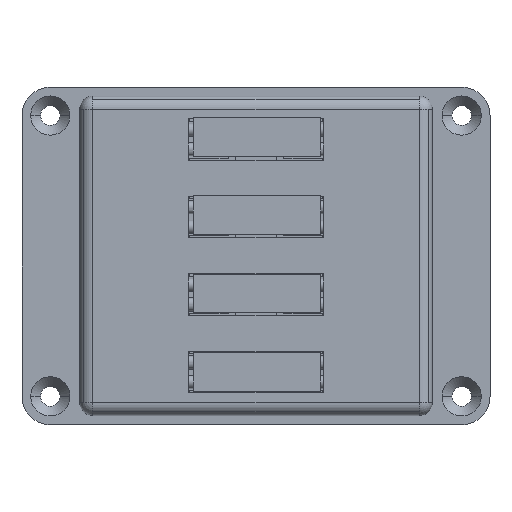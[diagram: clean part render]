
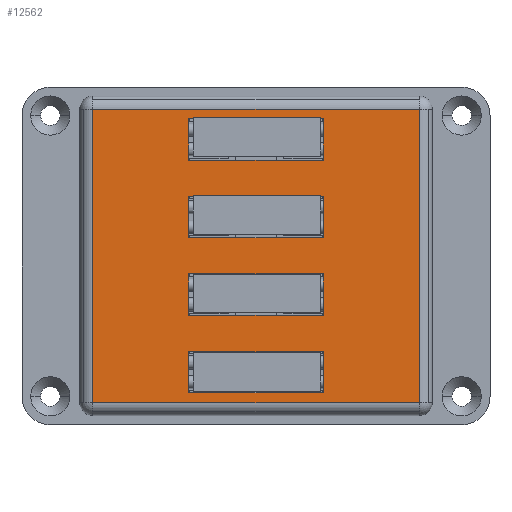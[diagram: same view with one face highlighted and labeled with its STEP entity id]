
A CAD part, top view. The second image highlights one B-rep face of the part: STEP entity #12562.
In plain terms, the highlighted planar face has unit normal (0, 0, 1).
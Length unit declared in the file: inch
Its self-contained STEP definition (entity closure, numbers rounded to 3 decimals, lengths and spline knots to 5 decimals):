
#9625=CARTESIAN_POINT('',(-1.47638,1.32677,0.84646));
#9626=VERTEX_POINT('',#9625);
#9634=CARTESIAN_POINT('',(1.47638,1.32677,0.84646));
#9635=VERTEX_POINT('',#9634);
#9636=CARTESIAN_POINT('',(-1.47638,1.32677,0.84646));
#9637=DIRECTION('',(1.0,0.0,0.0));
#9638=VECTOR('',#9637,2.95276);
#9639=LINE('',#9636,#9638);
#9640=EDGE_CURVE('',#9626,#9635,#9639,.T.);
#9716=CARTESIAN_POINT('',(1.47638,-1.32677,0.84646));
#9717=VERTEX_POINT('',#9716);
#9718=CARTESIAN_POINT('',(1.47638,1.32677,0.84646));
#9719=DIRECTION('',(0.0,-1.0,0.0));
#9720=VECTOR('',#9719,2.65354);
#9721=LINE('',#9718,#9720);
#9722=EDGE_CURVE('',#9635,#9717,#9721,.T.);
#9791=CARTESIAN_POINT('',(-1.47638,-1.32677,0.84646));
#9792=VERTEX_POINT('',#9791);
#9800=CARTESIAN_POINT('',(-1.47638,-1.32677,0.84646));
#9801=DIRECTION('',(0.0,1.0,0.0));
#9802=VECTOR('',#9801,2.65354);
#9803=LINE('',#9800,#9802);
#9804=EDGE_CURVE('',#9792,#9626,#9803,.T.);
#9838=CARTESIAN_POINT('',(1.47638,-1.32677,0.84646));
#9839=DIRECTION('',(-1.0,0.0,0.0));
#9840=VECTOR('',#9839,2.95276);
#9841=LINE('',#9838,#9840);
#9842=EDGE_CURVE('',#9717,#9792,#9841,.T.);
#11381=CARTESIAN_POINT('',(0.61024,0.5378,0.84646));
#11382=VERTEX_POINT('',#11381);
#11389=CARTESIAN_POINT('',(-0.61024,0.5378,0.84646));
#11390=VERTEX_POINT('',#11389);
#11391=CARTESIAN_POINT('',(-0.61024,0.5378,0.84646));
#11392=DIRECTION('',(1.0,0.0,0.0));
#11393=VECTOR('',#11392,1.22047);
#11394=LINE('',#11391,#11393);
#11395=EDGE_CURVE('',#11390,#11382,#11394,.T.);
#11420=CARTESIAN_POINT('',(-0.61024,0.16378,0.84646));
#11421=VERTEX_POINT('',#11420);
#11422=CARTESIAN_POINT('',(-0.61024,0.16378,0.84646));
#11423=DIRECTION('',(0.0,1.0,0.0));
#11424=VECTOR('',#11423,0.37402);
#11425=LINE('',#11422,#11424);
#11426=EDGE_CURVE('',#11421,#11390,#11425,.T.);
#11451=CARTESIAN_POINT('',(0.61024,0.16378,0.84646));
#11452=VERTEX_POINT('',#11451);
#11453=CARTESIAN_POINT('',(0.61024,0.16378,0.84646));
#11454=DIRECTION('',(-1.0,0.0,0.0));
#11455=VECTOR('',#11454,1.22047);
#11456=LINE('',#11453,#11455);
#11457=EDGE_CURVE('',#11452,#11421,#11456,.T.);
#11480=CARTESIAN_POINT('',(0.61024,0.5378,0.84646));
#11481=DIRECTION('',(0.0,-1.0,0.0));
#11482=VECTOR('',#11481,0.37402);
#11483=LINE('',#11480,#11482);
#11484=EDGE_CURVE('',#11382,#11452,#11483,.T.);
#11505=CARTESIAN_POINT('',(0.61024,-0.16378,0.84646));
#11506=VERTEX_POINT('',#11505);
#11513=CARTESIAN_POINT('',(-0.61024,-0.16378,0.84646));
#11514=VERTEX_POINT('',#11513);
#11515=CARTESIAN_POINT('',(-0.61024,-0.16378,0.84646));
#11516=DIRECTION('',(1.0,0.0,0.0));
#11517=VECTOR('',#11516,1.22047);
#11518=LINE('',#11515,#11517);
#11519=EDGE_CURVE('',#11514,#11506,#11518,.T.);
#11544=CARTESIAN_POINT('',(-0.61024,-0.5378,0.84646));
#11545=VERTEX_POINT('',#11544);
#11546=CARTESIAN_POINT('',(-0.61024,-0.5378,0.84646));
#11547=DIRECTION('',(0.0,1.0,0.0));
#11548=VECTOR('',#11547,0.37402);
#11549=LINE('',#11546,#11548);
#11550=EDGE_CURVE('',#11545,#11514,#11549,.T.);
#11575=CARTESIAN_POINT('',(0.61024,-0.5378,0.84646));
#11576=VERTEX_POINT('',#11575);
#11577=CARTESIAN_POINT('',(0.61024,-0.5378,0.84646));
#11578=DIRECTION('',(-1.0,0.0,0.0));
#11579=VECTOR('',#11578,1.22047);
#11580=LINE('',#11577,#11579);
#11581=EDGE_CURVE('',#11576,#11545,#11580,.T.);
#11604=CARTESIAN_POINT('',(0.61024,-0.16378,0.84646));
#11605=DIRECTION('',(0.0,-1.0,0.0));
#11606=VECTOR('',#11605,0.37402);
#11607=LINE('',#11604,#11606);
#11608=EDGE_CURVE('',#11506,#11576,#11607,.T.);
#11629=CARTESIAN_POINT('',(0.61024,-0.86535,0.84646));
#11630=VERTEX_POINT('',#11629);
#11637=CARTESIAN_POINT('',(-0.61024,-0.86535,0.84646));
#11638=VERTEX_POINT('',#11637);
#11639=CARTESIAN_POINT('',(-0.61024,-0.86535,0.84646));
#11640=DIRECTION('',(1.0,0.0,0.0));
#11641=VECTOR('',#11640,1.22047);
#11642=LINE('',#11639,#11641);
#11643=EDGE_CURVE('',#11638,#11630,#11642,.T.);
#11668=CARTESIAN_POINT('',(-0.61024,-1.23937,0.84646));
#11669=VERTEX_POINT('',#11668);
#11670=CARTESIAN_POINT('',(-0.61024,-1.23937,0.84646));
#11671=DIRECTION('',(0.0,1.0,0.0));
#11672=VECTOR('',#11671,0.37402);
#11673=LINE('',#11670,#11672);
#11674=EDGE_CURVE('',#11669,#11638,#11673,.T.);
#11699=CARTESIAN_POINT('',(0.61024,-1.23937,0.84646));
#11700=VERTEX_POINT('',#11699);
#11701=CARTESIAN_POINT('',(0.61024,-1.23937,0.84646));
#11702=DIRECTION('',(-1.0,0.0,0.0));
#11703=VECTOR('',#11702,1.22047);
#11704=LINE('',#11701,#11703);
#11705=EDGE_CURVE('',#11700,#11669,#11704,.T.);
#11728=CARTESIAN_POINT('',(0.61024,-0.86535,0.84646));
#11729=DIRECTION('',(0.0,-1.0,0.0));
#11730=VECTOR('',#11729,0.37402);
#11731=LINE('',#11728,#11730);
#11732=EDGE_CURVE('',#11630,#11700,#11731,.T.);
#11753=CARTESIAN_POINT('',(-0.61024,1.23937,0.84646));
#11754=VERTEX_POINT('',#11753);
#11761=CARTESIAN_POINT('',(-0.61024,0.86535,0.84646));
#11762=VERTEX_POINT('',#11761);
#11763=CARTESIAN_POINT('',(-0.61024,0.86535,0.84646));
#11764=DIRECTION('',(0.0,1.0,0.0));
#11765=VECTOR('',#11764,0.37402);
#11766=LINE('',#11763,#11765);
#11767=EDGE_CURVE('',#11762,#11754,#11766,.T.);
#11792=CARTESIAN_POINT('',(0.61024,0.86535,0.84646));
#11793=VERTEX_POINT('',#11792);
#11794=CARTESIAN_POINT('',(0.61024,0.86535,0.84646));
#11795=DIRECTION('',(-1.0,0.0,0.0));
#11796=VECTOR('',#11795,1.22047);
#11797=LINE('',#11794,#11796);
#11798=EDGE_CURVE('',#11793,#11762,#11797,.T.);
#11823=CARTESIAN_POINT('',(0.61024,1.23937,0.84646));
#11824=VERTEX_POINT('',#11823);
#11825=CARTESIAN_POINT('',(0.61024,1.23937,0.84646));
#11826=DIRECTION('',(0.0,-1.0,0.0));
#11827=VECTOR('',#11826,0.37402);
#11828=LINE('',#11825,#11827);
#11829=EDGE_CURVE('',#11824,#11793,#11828,.T.);
#11852=CARTESIAN_POINT('',(-0.61024,1.23937,0.84646));
#11853=DIRECTION('',(1.0,0.0,0.0));
#11854=VECTOR('',#11853,1.22047);
#11855=LINE('',#11852,#11854);
#11856=EDGE_CURVE('',#11754,#11824,#11855,.T.);
#12527=CARTESIAN_POINT('',(0.,0.,0.84646));
#12528=DIRECTION('',(0.0,0.0,1.0));
#12529=DIRECTION('',(1.0,0.0,0.0));
#12530=AXIS2_PLACEMENT_3D('',#12527,#12528,#12529);
#12531=PLANE('',#12530);
#12532=ORIENTED_EDGE('',*,*,#9842,.F.);
#12533=ORIENTED_EDGE('',*,*,#9722,.F.);
#12534=ORIENTED_EDGE('',*,*,#9640,.F.);
#12535=ORIENTED_EDGE('',*,*,#9804,.F.);
#12536=EDGE_LOOP('',(#12532,#12533,#12534,#12535));
#12537=FACE_OUTER_BOUND('',#12536,.T.);
#12538=ORIENTED_EDGE('',*,*,#11457,.T.);
#12539=ORIENTED_EDGE('',*,*,#11426,.T.);
#12540=ORIENTED_EDGE('',*,*,#11395,.T.);
#12541=ORIENTED_EDGE('',*,*,#11484,.T.);
#12542=EDGE_LOOP('',(#12538,#12539,#12540,#12541));
#12543=FACE_BOUND('',#12542,.T.);
#12544=ORIENTED_EDGE('',*,*,#11581,.T.);
#12545=ORIENTED_EDGE('',*,*,#11550,.T.);
#12546=ORIENTED_EDGE('',*,*,#11519,.T.);
#12547=ORIENTED_EDGE('',*,*,#11608,.T.);
#12548=EDGE_LOOP('',(#12544,#12545,#12546,#12547));
#12549=FACE_BOUND('',#12548,.T.);
#12550=ORIENTED_EDGE('',*,*,#11705,.T.);
#12551=ORIENTED_EDGE('',*,*,#11674,.T.);
#12552=ORIENTED_EDGE('',*,*,#11643,.T.);
#12553=ORIENTED_EDGE('',*,*,#11732,.T.);
#12554=EDGE_LOOP('',(#12550,#12551,#12552,#12553));
#12555=FACE_BOUND('',#12554,.T.);
#12556=ORIENTED_EDGE('',*,*,#11829,.T.);
#12557=ORIENTED_EDGE('',*,*,#11798,.T.);
#12558=ORIENTED_EDGE('',*,*,#11767,.T.);
#12559=ORIENTED_EDGE('',*,*,#11856,.T.);
#12560=EDGE_LOOP('',(#12556,#12557,#12558,#12559));
#12561=FACE_BOUND('',#12560,.T.);
#12562=ADVANCED_FACE('',(#12537,#12543,#12549,#12555,#12561),#12531,.T.);
